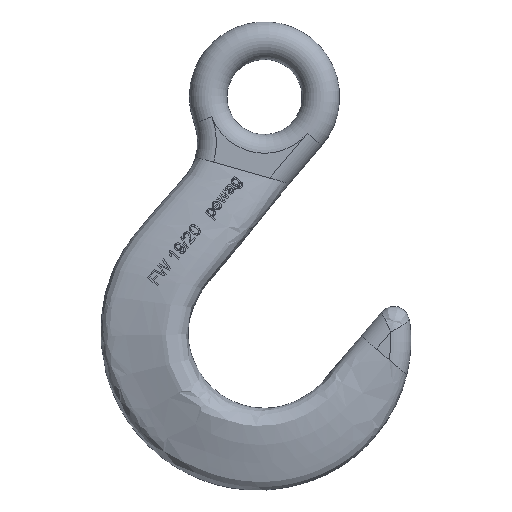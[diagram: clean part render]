
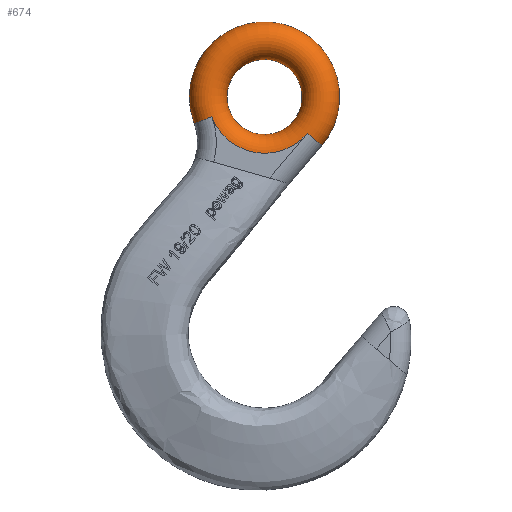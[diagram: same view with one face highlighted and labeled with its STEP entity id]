
A CAD part, top view. The second image highlights one B-rep face of the part: STEP entity #674.
In plain terms, the highlighted toroidal (fillet/blend) face has major radius 42 mm and minor radius 14 mm.
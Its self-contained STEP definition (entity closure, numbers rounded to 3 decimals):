
#141=TOROIDAL_SURFACE('',#3751,42.,14.);
#662=CIRCLE('',#3742,42.);
#664=CIRCLE('',#3745,14.);
#666=CIRCLE('',#3748,14.);
#667=CIRCLE('',#3750,42.);
#674=ADVANCED_FACE('',(#893),#141,.T.);
#893=FACE_OUTER_BOUND('',#1122,.T.);
#1122=EDGE_LOOP('',(#1484,#1485,#1486,#1487));
#1484=ORIENTED_EDGE('',*,*,#2899,.T.);
#1485=ORIENTED_EDGE('',*,*,#2896,.F.);
#1486=ORIENTED_EDGE('',*,*,#2904,.T.);
#1487=ORIENTED_EDGE('',*,*,#2905,.T.);
#2540=VERTEX_POINT('',#7255);
#2541=VERTEX_POINT('',#7256);
#2542=VERTEX_POINT('',#7261);
#2545=VERTEX_POINT('',#7295);
#2896=EDGE_CURVE('',#2540,#2541,#662,.T.);
#2899=EDGE_CURVE('',#2542,#2541,#664,.T.);
#2904=EDGE_CURVE('',#2540,#2545,#666,.T.);
#2905=EDGE_CURVE('',#2545,#2542,#667,.T.);
#3742=AXIS2_PLACEMENT_3D('',#7254,#3827,#3828);
#3745=AXIS2_PLACEMENT_3D('',#7260,#3834,#3835);
#3748=AXIS2_PLACEMENT_3D('',#7296,#3841,#3842);
#3750=AXIS2_PLACEMENT_3D('',#7298,#3845,#3846);
#3751=AXIS2_PLACEMENT_3D('',#7299,#3847,#3848);
#3827=DIRECTION('',(0.,0.,-1.));
#3828=DIRECTION('',(-1.,0.,0.));
#3834=DIRECTION('',(-0.352,0.936,0.));
#3835=DIRECTION('',(-0.936,-0.352,0.));
#3841=DIRECTION('',(0.646,0.764,0.));
#3842=DIRECTION('',(-0.764,0.646,0.));
#3845=DIRECTION('',(0.,0.,-1.));
#3846=DIRECTION('',(-1.,0.,0.));
#3847=DIRECTION('',(0.,0.,-1.));
#3848=DIRECTION('',(-1.,0.,0.));
#7254=CARTESIAN_POINT('',(0.,175.,14.));
#7255=CARTESIAN_POINT('',(32.07,147.88,14.));
#7256=CARTESIAN_POINT('',(-39.315,160.223,14.));
#7260=CARTESIAN_POINT('',(-39.315,160.223,0.));
#7261=CARTESIAN_POINT('',(-39.315,160.223,-14.));
#7295=CARTESIAN_POINT('',(32.07,147.88,-14.));
#7296=CARTESIAN_POINT('',(32.07,147.88,0.));
#7298=CARTESIAN_POINT('',(0.,175.,-14.));
#7299=CARTESIAN_POINT('',(0.,175.,0.));
